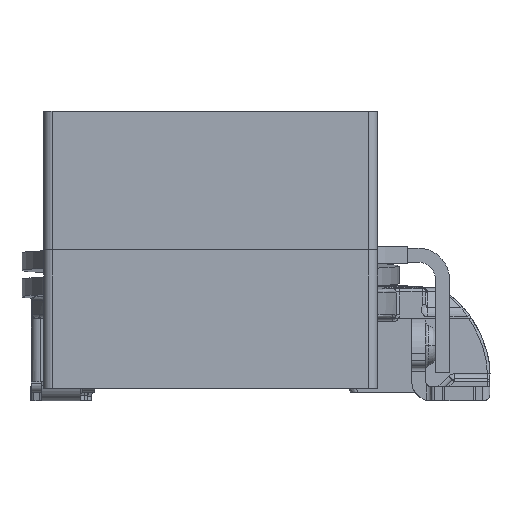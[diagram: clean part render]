
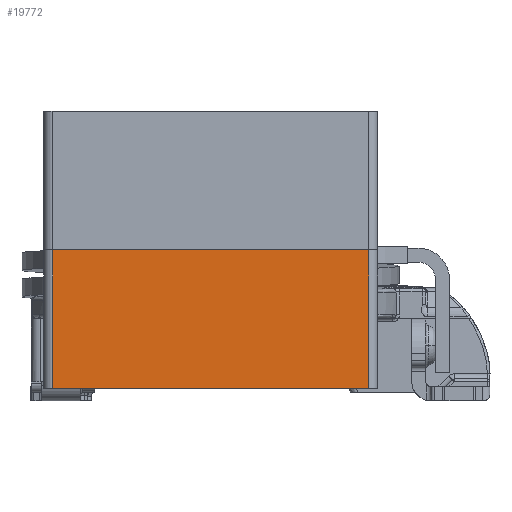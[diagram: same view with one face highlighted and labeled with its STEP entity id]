
A CAD part, left-side view. The second image highlights one B-rep face of the part: STEP entity #19772.
In plain terms, the highlighted planar face has unit normal (-1, 0, 0).
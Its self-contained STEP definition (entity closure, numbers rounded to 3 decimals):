
#7079=ORIENTED_EDGE('',*,*,#10549,.F.);
#7080=ORIENTED_EDGE('',*,*,#10531,.T.);
#7081=ORIENTED_EDGE('',*,*,#10452,.T.);
#7082=ORIENTED_EDGE('',*,*,#10533,.F.);
#10452=EDGE_CURVE('',#12568,#12569,#14111,.T.);
#10531=EDGE_CURVE('',#12643,#12568,#14142,.T.);
#10533=EDGE_CURVE('',#12644,#12569,#14143,.T.);
#10549=EDGE_CURVE('',#12643,#12644,#14154,.T.);
#12568=VERTEX_POINT('',#42745);
#12569=VERTEX_POINT('',#42746);
#12643=VERTEX_POINT('',#43187);
#12644=VERTEX_POINT('',#43192);
#14111=LINE('',#42744,#15556);
#14142=LINE('',#43189,#15587);
#14143=LINE('',#43194,#15588);
#14154=LINE('',#43260,#15599);
#15556=VECTOR('',#25256,1000.);
#15587=VECTOR('',#25327,1000.);
#15588=VECTOR('',#25332,1000.);
#15599=VECTOR('',#25361,1000.);
#16869=EDGE_LOOP('',(#7079,#7080,#7081,#7082));
#18090=FACE_BOUND('',#16869,.T.);
#18670=PLANE('',#21534);
#19772=ADVANCED_FACE('',(#18090),#18670,.F.);
#21534=AXIS2_PLACEMENT_3D('',#43375,#25492,#25493);
#25256=DIRECTION('',(0.,-1.,0.));
#25327=DIRECTION('',(0.,0.,-1.));
#25332=DIRECTION('',(0.,0.,-1.));
#25361=DIRECTION('',(0.,-1.,0.));
#25492=DIRECTION('',(1.,0.,0.));
#25493=DIRECTION('',(0.,0.,-1.));
#42744=CARTESIAN_POINT('',(-13.25,9.5,0.));
#42745=CARTESIAN_POINT('',(-13.25,9.,0.));
#42746=CARTESIAN_POINT('',(-13.25,-9.,0.));
#43187=CARTESIAN_POINT('',(-13.25,9.,7.9));
#43189=CARTESIAN_POINT('',(-13.25,9.,4.));
#43192=CARTESIAN_POINT('',(-13.25,-9.,7.9));
#43194=CARTESIAN_POINT('',(-13.25,-9.,4.));
#43260=CARTESIAN_POINT('',(-13.25,-9.5,7.9));
#43375=CARTESIAN_POINT('',(-13.25,9.5,4.));
